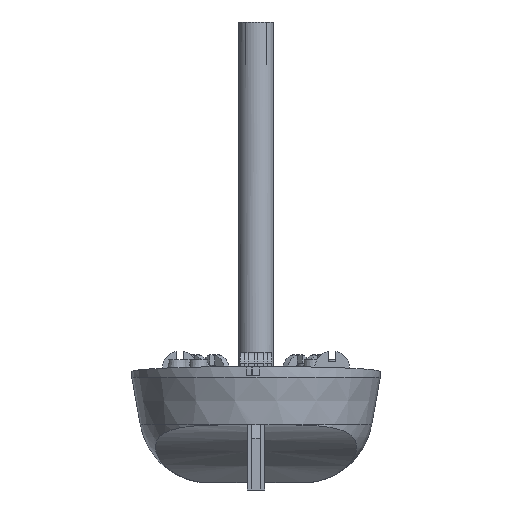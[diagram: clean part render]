
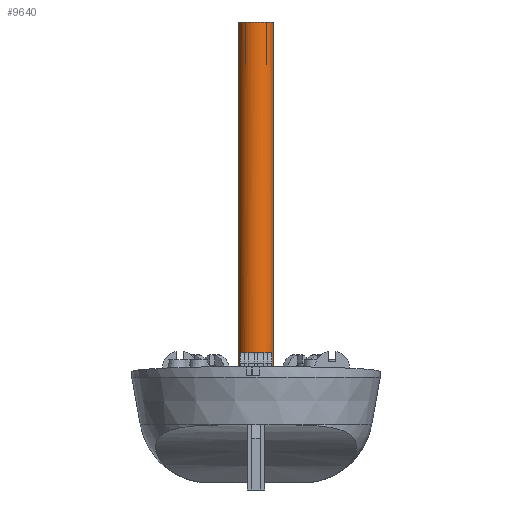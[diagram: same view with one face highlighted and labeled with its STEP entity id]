
A CAD part, left-side view. The second image highlights one B-rep face of the part: STEP entity #9640.
In plain terms, the highlighted cylindrical face has radius 10 mm (diameter 20 mm), a full revolution.
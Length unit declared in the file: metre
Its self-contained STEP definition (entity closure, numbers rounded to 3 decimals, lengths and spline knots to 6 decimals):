
#804=LINE('',#14288,#1984);
#855=LINE('',#14394,#2035);
#856=LINE('',#14395,#2036);
#857=LINE('',#14396,#2037);
#1984=VECTOR('',#11395,1.);
#2035=VECTOR('',#11488,1.);
#2036=VECTOR('',#11489,1.);
#2037=VECTOR('',#11490,1.);
#3370=ORIENTED_EDGE('',*,*,#5984,.F.);
#3371=ORIENTED_EDGE('',*,*,#6070,.T.);
#3372=ORIENTED_EDGE('',*,*,#5976,.F.);
#3373=ORIENTED_EDGE('',*,*,#6071,.F.);
#3374=ORIENTED_EDGE('',*,*,#5893,.F.);
#3375=ORIENTED_EDGE('',*,*,#6072,.T.);
#3376=ORIENTED_EDGE('',*,*,#6073,.F.);
#3377=ORIENTED_EDGE('',*,*,#6024,.F.);
#3378=ORIENTED_EDGE('',*,*,#6016,.T.);
#5893=EDGE_CURVE('',#7258,#7254,#8019,.F.);
#5976=EDGE_CURVE('',#7331,#7332,#8038,.T.);
#5984=EDGE_CURVE('',#7339,#7340,#8039,.T.);
#6016=EDGE_CURVE('',#7369,#7254,#804,.F.);
#6024=EDGE_CURVE('',#7369,#7373,#8041,.F.);
#6070=EDGE_CURVE('',#7339,#7332,#855,.T.);
#6071=EDGE_CURVE('',#7340,#7331,#856,.T.);
#6072=EDGE_CURVE('',#7258,#7403,#857,.T.);
#6073=EDGE_CURVE('',#7373,#7403,#8044,.F.);
#7254=VERTEX_POINT('',#14028);
#7258=VERTEX_POINT('',#14036);
#7331=VERTEX_POINT('',#14205);
#7332=VERTEX_POINT('',#14206);
#7339=VERTEX_POINT('',#14223);
#7340=VERTEX_POINT('',#14224);
#7369=VERTEX_POINT('',#14289);
#7373=VERTEX_POINT('',#14298);
#7403=VERTEX_POINT('',#14397);
#8019=CIRCLE('',#10212,0.01);
#8038=CIRCLE('',#10243,0.01);
#8039=CIRCLE('',#10246,0.01);
#8041=CIRCLE('',#10254,0.01);
#8044=CIRCLE('',#10273,0.01);
#8264=EDGE_LOOP('',(#3370,#3371,#3372,#3373));
#8265=EDGE_LOOP('',(#3374,#3375,#3376,#3377,#3378));
#8933=FACE_BOUND('',#8264,.T.);
#8934=FACE_BOUND('',#8265,.T.);
#9514=CYLINDRICAL_SURFACE('',#10272,0.01);
#9640=ADVANCED_FACE('',(#8933,#8934),#9514,.T.);
#10212=AXIS2_PLACEMENT_3D('',#14037,#11214,#11215);
#10243=AXIS2_PLACEMENT_3D('',#14204,#11340,#11341);
#10246=AXIS2_PLACEMENT_3D('',#14222,#11353,#11354);
#10254=AXIS2_PLACEMENT_3D('',#14304,#11407,#11408);
#10272=AXIS2_PLACEMENT_3D('',#14393,#11486,#11487);
#10273=AXIS2_PLACEMENT_3D('',#14398,#11491,#11492);
#11214=DIRECTION('',(0.,0.,1.));
#11215=DIRECTION('',(1.,0.,0.));
#11340=DIRECTION('',(0.,0.,1.));
#11341=DIRECTION('',(1.,0.,0.));
#11353=DIRECTION('',(0.,0.,1.));
#11354=DIRECTION('',(1.,0.,0.));
#11395=DIRECTION('',(0.,0.,-1.));
#11407=DIRECTION('',(0.,0.,1.));
#11408=DIRECTION('',(1.,0.,0.));
#11486=DIRECTION('',(0.,0.,-1.));
#11487=DIRECTION('',(-1.,0.,0.));
#11488=DIRECTION('',(0.,0.,1.));
#11489=DIRECTION('',(0.,0.,1.));
#11490=DIRECTION('',(0.,0.,-1.));
#11491=DIRECTION('',(0.,0.,1.));
#11492=DIRECTION('',(1.,0.,0.));
#14028=CARTESIAN_POINT('',(-0.05,0.01,0.06));
#14036=CARTESIAN_POINT('',(-0.05,-0.01,0.06));
#14037=CARTESIAN_POINT('',(-0.05,0.,0.06));
#14204=CARTESIAN_POINT('',(-0.05,0.,0.262));
#14205=CARTESIAN_POINT('',(-0.042076,0.0061,0.262));
#14206=CARTESIAN_POINT('',(-0.042076,-0.0061,0.262));
#14222=CARTESIAN_POINT('',(-0.05,0.,0.25));
#14223=CARTESIAN_POINT('',(-0.042076,-0.0061,0.25));
#14224=CARTESIAN_POINT('',(-0.042076,0.0061,0.25));
#14288=CARTESIAN_POINT('',(-0.05,0.01,0.25));
#14289=CARTESIAN_POINT('',(-0.05,0.01,0.058));
#14298=CARTESIAN_POINT('',(-0.04,0.,0.058));
#14304=CARTESIAN_POINT('',(-0.05,0.,0.058));
#14393=CARTESIAN_POINT('',(-0.05,0.,0.25));
#14394=CARTESIAN_POINT('',(-0.042076,-0.0061,0.249998));
#14395=CARTESIAN_POINT('',(-0.042076,0.0061,0.249998));
#14396=CARTESIAN_POINT('',(-0.05,-0.01,0.25));
#14397=CARTESIAN_POINT('',(-0.05,-0.01,0.058));
#14398=CARTESIAN_POINT('',(-0.05,0.,0.058));
